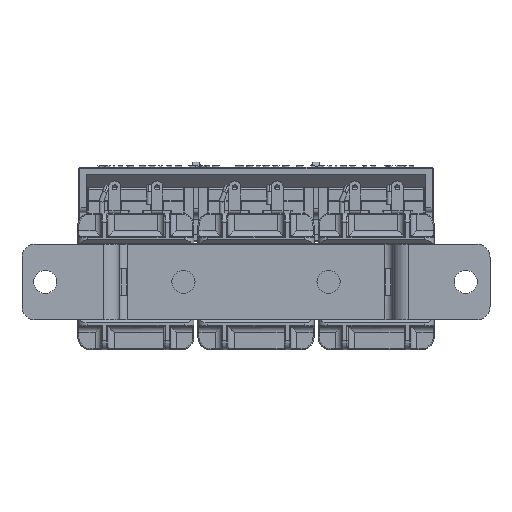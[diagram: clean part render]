
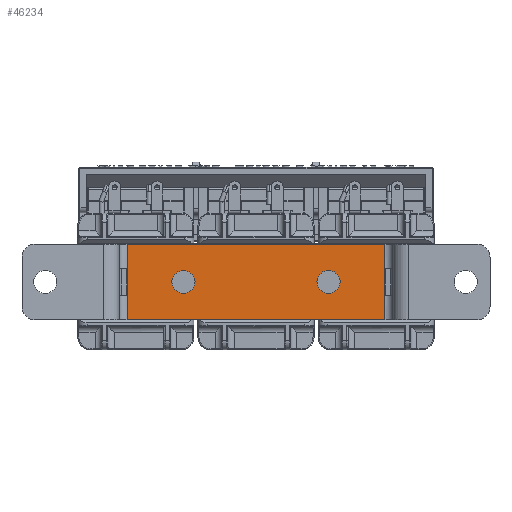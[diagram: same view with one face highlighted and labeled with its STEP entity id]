
A CAD part, front view. The second image highlights one B-rep face of the part: STEP entity #46234.
In plain terms, the highlighted planar face has unit normal (0, -1, 0).
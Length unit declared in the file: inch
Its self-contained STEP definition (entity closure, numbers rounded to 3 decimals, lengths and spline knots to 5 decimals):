
#1735 = CARTESIAN_POINT ( 'NONE',  ( 1.2256, -0.3872, -0.3615 ) ) ;
#6339 = DIRECTION ( 'NONE',  ( 0., 1., 0. ) ) ;
#7141 = CIRCLE ( 'NONE', #60732, 0.11 ) ;
#12689 = DIRECTION ( 'NONE',  ( -1., 0., 0. ) ) ;
#16161 = ORIENTED_EDGE ( 'NONE', *, *, #45333, .T. ) ;
#16882 = DIRECTION ( 'NONE',  ( -1., 0., 0. ) ) ;
#17659 = DIRECTION ( 'NONE',  ( 0., 1., 0. ) ) ;
#18636 = DIRECTION ( 'NONE',  ( 0., 0., 1. ) ) ;
#18887 = CARTESIAN_POINT ( 'NONE',  ( -1.2254, -0.3872, -0.0015 ) ) ;
#18979 = DIRECTION ( 'NONE',  ( -1., 0., 0. ) ) ;
#20486 = EDGE_CURVE ( 'NONE', #34501, #76758, #7141, .T. ) ;
#25822 = VECTOR ( 'NONE', #62521, 39.37008 ) ;
#26306 = DIRECTION ( 'NONE',  ( -1., 0., 0. ) ) ;
#27945 = DIRECTION ( 'NONE',  ( 0., 1., 0. ) ) ;
#28605 = CIRCLE ( 'NONE', #89740, 0.11 ) ;
#28676 = CARTESIAN_POINT ( 'NONE',  ( -0.6899, -0.3872, -0.3615 ) ) ;
#29899 = EDGE_CURVE ( 'NONE', #61349, #43603, #79354, .T. ) ;
#30974 = EDGE_CURVE ( 'NONE', #100977, #72249, #84676, .T. ) ;
#32638 = DIRECTION ( 'NONE',  ( -1., 0., 0. ) ) ;
#33599 = CARTESIAN_POINT ( 'NONE',  ( -1.2254, -0.3872, -0.3615 ) ) ;
#34501 = VERTEX_POINT ( 'NONE', #70145 ) ;
#36240 = ORIENTED_EDGE ( 'NONE', *, *, #20486, .T. ) ;
#37331 = DIRECTION ( 'NONE',  ( -1., 0., 0. ) ) ;
#37513 = AXIS2_PLACEMENT_3D ( 'NONE', #98610, #64245, #12689 ) ;
#37913 = PLANE ( 'NONE',  #37513 ) ;
#39202 = ORIENTED_EDGE ( 'NONE', *, *, #55797, .T. ) ;
#40874 = ORIENTED_EDGE ( 'NONE', *, *, #92670, .T. ) ;
#42046 = CARTESIAN_POINT ( 'NONE',  ( -0.5799, -0.3872, -0.3615 ) ) ;
#43587 = CARTESIAN_POINT ( 'NONE',  ( 1.2256, -0.3872, -0.0015 ) ) ;
#43603 = VERTEX_POINT ( 'NONE', #100070 ) ;
#44178 = FACE_BOUND ( 'NONE', #67735, .T. ) ;
#45333 = EDGE_CURVE ( 'NONE', #100711, #86554, #71379, .T. ) ;
#45472 = VECTOR ( 'NONE', #18636, 39.37008 ) ;
#45588 = CARTESIAN_POINT ( 'NONE',  ( -1.2254, -0.3872, -0.7215 ) ) ;
#46234 = ADVANCED_FACE ( 'NONE', ( #107531, #91393, #44178 ), #37913, .T. ) ;
#46801 = ORIENTED_EDGE ( 'NONE', *, *, #94180, .F. ) ;
#49805 = ORIENTED_EDGE ( 'NONE', *, *, #71027, .F. ) ;
#53927 = VECTOR ( 'NONE', #110849, 39.37008 ) ;
#55797 = EDGE_CURVE ( 'NONE', #43603, #61349, #104781, .T. ) ;
#59456 = CARTESIAN_POINT ( 'NONE',  ( -1.2254, -0.3872, -0.0015 ) ) ;
#60732 = AXIS2_PLACEMENT_3D ( 'NONE', #66880, #6339, #32638 ) ;
#61349 = VERTEX_POINT ( 'NONE', #42046 ) ;
#61647 = CARTESIAN_POINT ( 'NONE',  ( 1.2256, -0.3872, -0.7215 ) ) ;
#62403 = ORIENTED_EDGE ( 'NONE', *, *, #29899, .T. ) ;
#62521 = DIRECTION ( 'NONE',  ( 1., 0., 0. ) ) ;
#62640 = CARTESIAN_POINT ( 'NONE',  ( 0.5801, -0.3872, -0.3615 ) ) ;
#62691 = ORIENTED_EDGE ( 'NONE', *, *, #30974, .T. ) ;
#64245 = DIRECTION ( 'NONE',  ( 0., -1., 0. ) ) ;
#66880 = CARTESIAN_POINT ( 'NONE',  ( 0.6901, -0.3872, -0.3615 ) ) ;
#67735 = EDGE_LOOP ( 'NONE', ( #40874, #36240 ) ) ;
#69218 = CARTESIAN_POINT ( 'NONE',  ( -0.6899, -0.3872, -0.3615 ) ) ;
#70145 = CARTESIAN_POINT ( 'NONE',  ( 0.8001, -0.3872, -0.3615 ) ) ;
#70310 = LINE ( 'NONE', #18887, #25822 ) ;
#71027 = EDGE_CURVE ( 'NONE', #100977, #86554, #99493, .T. ) ;
#71379 = LINE ( 'NONE', #33599, #53927 ) ;
#72249 = VERTEX_POINT ( 'NONE', #43587 ) ;
#76758 = VERTEX_POINT ( 'NONE', #62640 ) ;
#79354 = CIRCLE ( 'NONE', #85987, 0.11 ) ;
#81224 = EDGE_LOOP ( 'NONE', ( #49805, #62691, #46801, #16161 ) ) ;
#82212 = CARTESIAN_POINT ( 'NONE',  ( 0.6901, -0.3872, -0.3615 ) ) ;
#83969 = AXIS2_PLACEMENT_3D ( 'NONE', #69218, #17659, #26306 ) ;
#84676 = LINE ( 'NONE', #1735, #45472 ) ;
#85987 = AXIS2_PLACEMENT_3D ( 'NONE', #28676, #27945, #37331 ) ;
#86554 = VERTEX_POINT ( 'NONE', #45588 ) ;
#89740 = AXIS2_PLACEMENT_3D ( 'NONE', #82212, #105615, #18979 ) ;
#91393 = FACE_BOUND ( 'NONE', #106310, .T. ) ;
#92670 = EDGE_CURVE ( 'NONE', #76758, #34501, #28605, .T. ) ;
#94180 = EDGE_CURVE ( 'NONE', #100711, #72249, #70310, .T. ) ;
#98610 = CARTESIAN_POINT ( 'NONE',  ( 0.0001, -0.3872, -0.3615 ) ) ;
#99493 = LINE ( 'NONE', #61647, #100785 ) ;
#100070 = CARTESIAN_POINT ( 'NONE',  ( -0.7999, -0.3872, -0.3615 ) ) ;
#100711 = VERTEX_POINT ( 'NONE', #59456 ) ;
#100785 = VECTOR ( 'NONE', #16882, 39.37008 ) ;
#100977 = VERTEX_POINT ( 'NONE', #108035 ) ;
#104781 = CIRCLE ( 'NONE', #83969, 0.11 ) ;
#105615 = DIRECTION ( 'NONE',  ( 0., 1., 0. ) ) ;
#106310 = EDGE_LOOP ( 'NONE', ( #39202, #62403 ) ) ;
#107531 = FACE_OUTER_BOUND ( 'NONE', #81224, .T. ) ;
#108035 = CARTESIAN_POINT ( 'NONE',  ( 1.2256, -0.3872, -0.7215 ) ) ;
#110849 = DIRECTION ( 'NONE',  ( 0., 0., -1. ) ) ;
